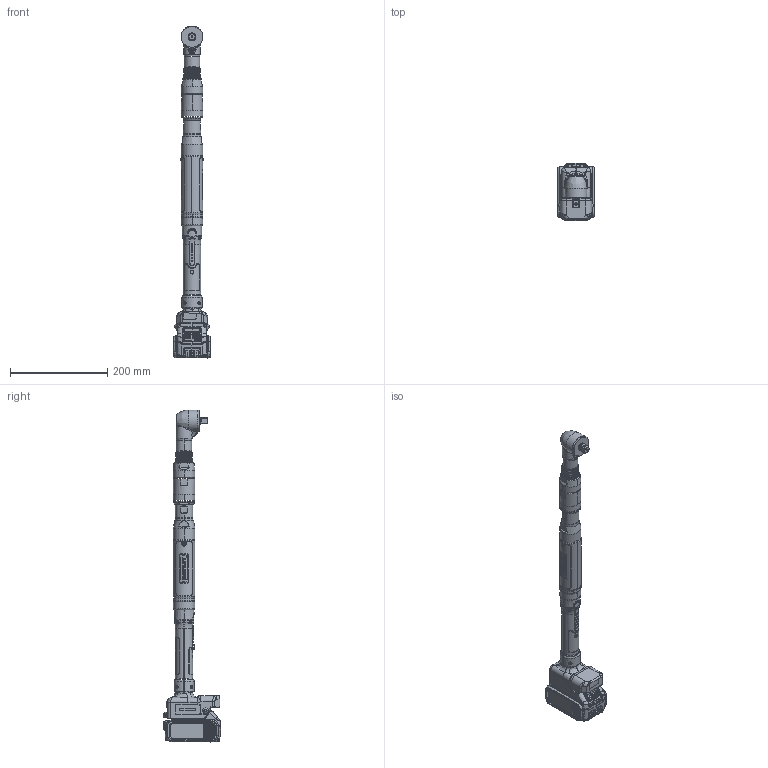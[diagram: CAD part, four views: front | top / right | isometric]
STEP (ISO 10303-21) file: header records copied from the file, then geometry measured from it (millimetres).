
FILE_DESCRIPTION((''),'2;1');
FILE_NAME('B23LA22-95','2016-09-27T',('DMG0713'),(''),'PRO/ENGINEER BY PARAMETRIC TECHNOLOGY CORPORATION, 2010430','PRO/ENGINEER BY PARAMETRIC TECHNOLOGY CORPORATION, 2010430','');
FILE_SCHEMA(('CONFIG_CONTROL_DESIGN'));
Products named in the file (1): B23LA22-95
Bounding box: 75.5 x 118.35 x 683.21 mm (x, y, z)
Surface area: 145341 mm2 (no closed solid volume)
Topology: 0 solids, 259 shells, 980 faces, 5204 edges, 4325 vertices
Faces by surface type: cylinder 311, plane 276, bspline 262, torus 55, cone 53, extrusion 17, sphere 4, revolution 2
Entity records: 79496 total; most frequent: CARTESIAN_POINT 45369, ORIENTED_EDGE 6375, DIRECTION 5375, EDGE_CURVE 5202, VERTEX_POINT 4325, B_SPLINE_CURVE_WITH_KNOTS 2417, AXIS2_PLACEMENT_3D 1853, VECTOR 1667
